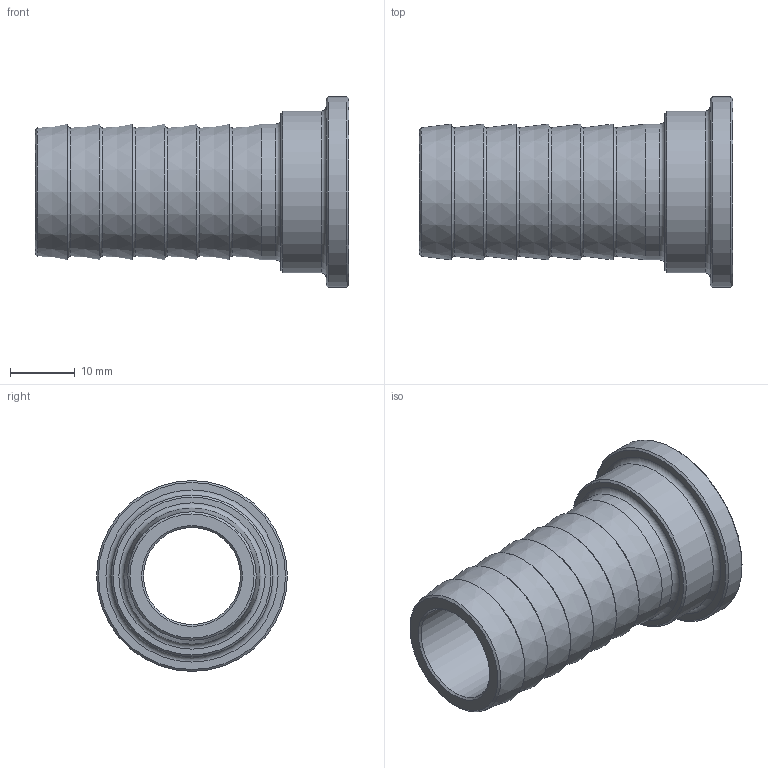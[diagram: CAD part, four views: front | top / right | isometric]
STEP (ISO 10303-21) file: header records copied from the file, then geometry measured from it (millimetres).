
FILE_DESCRIPTION(/* description */ (''),/* implementation_level */ '2;1');
FILE_NAME(/* name */ '3D_R666-SLE-21-DN25_17113455.stp',/* time_stamp */ '2021-06-18T11:24:42+02:00',/* author */ ('cad'),/* organization */ (''),/* preprocessor_version */ 'ST-DEVELOPER v18.1',/* originating_system */ 'Autodesk Inventor 2022',/* authorisation */ '');
FILE_SCHEMA (('AUTOMOTIVE_DESIGN { 1 0 10303 214 3 1 1 }'));
Length unit declared in the file: millimetre
Products named in the file (1): 3D_R666-SLE-21-DN25_17113455
Bounding box: 48.5 x 29.5 x 29.5 mm (x, y, z)
Volume: 9461.6 mm3; surface area: 6561.9 mm2
Topology: 1 solids, 1 shells, 35 faces, 73 edges, 48 vertices
Faces by surface type: cone 13, plane 10, torus 8, cylinder 4
Full cylindrical faces by diameter (mm): 15 x1, 21 x1, 25 x1, 29.5 x1
Entity records: 1012 total; most frequent: DIRECTION 201, CARTESIAN_POINT 157, ORIENTED_EDGE 146, AXIS2_PLACEMENT_3D 92, EDGE_CURVE 73, CIRCLE 56, VERTEX_POINT 48, EDGE_LOOP 45
